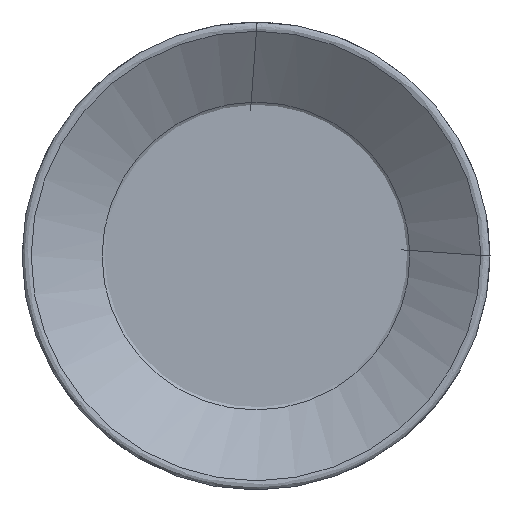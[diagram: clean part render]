
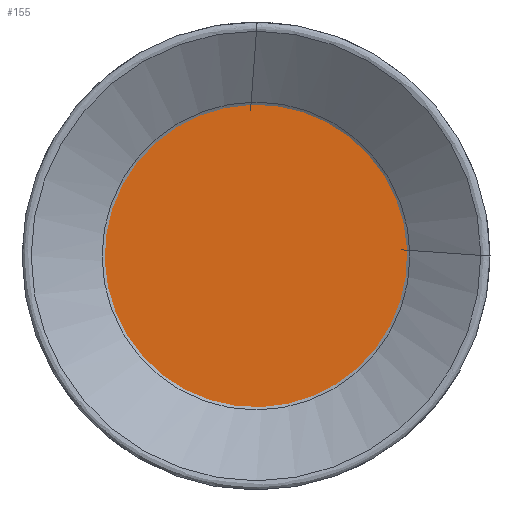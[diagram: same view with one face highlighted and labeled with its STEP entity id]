
A CAD part, left-side view. The second image highlights one B-rep face of the part: STEP entity #155.
In plain terms, the highlighted planar face has unit normal (-1, 0, 0).
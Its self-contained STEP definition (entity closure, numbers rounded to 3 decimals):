
#93=PLANE('',#568);
#155=ADVANCED_FACE('',(#189),#93,.F.);
#189=FACE_OUTER_BOUND('',#247,.T.);
#247=EDGE_LOOP('',(#394));
#288=CIRCLE('',#566,10.527);
#394=ORIENTED_EDGE('',*,*,#484,.T.);
#431=VERTEX_POINT('',#1087);
#484=EDGE_CURVE('',#431,#431,#288,.T.);
#566=AXIS2_PLACEMENT_3D('',#1086,#707,#708);
#568=AXIS2_PLACEMENT_3D('',#1089,#711,#712);
#707=DIRECTION('',(-1.,0.,0.));
#708=DIRECTION('',(0.,0.,1.));
#711=DIRECTION('',(1.,0.,0.));
#712=DIRECTION('',(0.,0.,-1.));
#1086=CARTESIAN_POINT('',(3.95,0.,0.));
#1087=CARTESIAN_POINT('',(3.95,0.,10.527));
#1089=CARTESIAN_POINT('',(3.95,10.527,0.));
